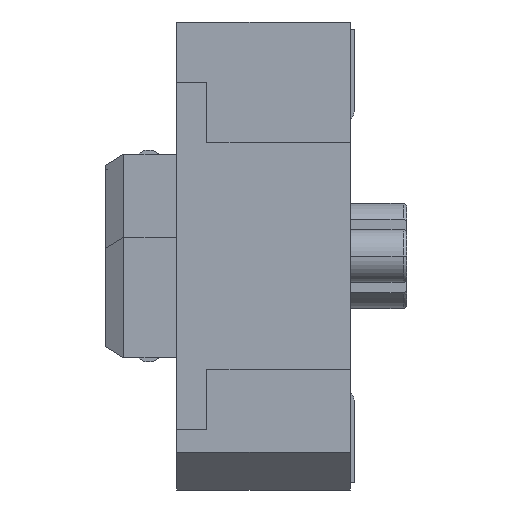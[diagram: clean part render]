
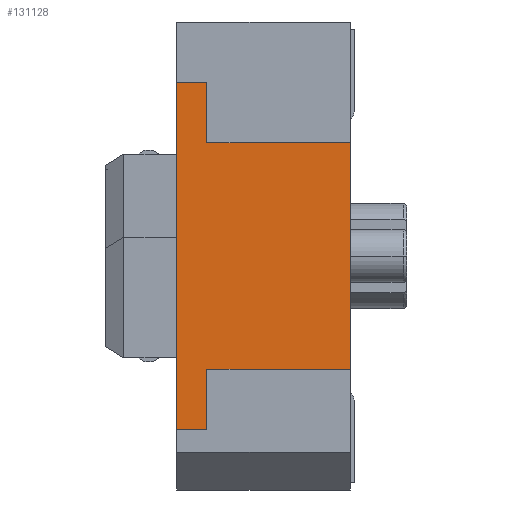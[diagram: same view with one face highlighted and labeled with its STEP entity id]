
A CAD part, left-side view. The second image highlights one B-rep face of the part: STEP entity #131128.
In plain terms, the highlighted planar face has unit normal (-1, 0, 0).
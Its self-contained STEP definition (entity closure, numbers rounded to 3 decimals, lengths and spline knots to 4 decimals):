
#47761=DIRECTION('',(0.,0.,-1.));
#47762=VECTOR('',#47761,3.2);
#47763=CARTESIAN_POINT('',(-17.275,0.,1.6));
#47764=LINE('',#47763,#47762);
#47765=DIRECTION('',(0.,1.,0.));
#47766=VECTOR('',#47765,0.8);
#47767=CARTESIAN_POINT('',(-17.275,1.5,-2.3));
#47768=LINE('',#47767,#47766);
#47769=DIRECTION('',(0.,0.,1.));
#47770=VECTOR('',#47769,4.6);
#47771=CARTESIAN_POINT('',(-17.275,2.3,-2.3));
#47772=LINE('',#47771,#47770);
#47773=DIRECTION('',(0.,0.,-1.));
#47774=VECTOR('',#47773,0.7);
#47775=CARTESIAN_POINT('',(-17.275,1.5,2.3));
#47776=LINE('',#47775,#47774);
#47781=DIRECTION('',(0.,1.,0.));
#47782=VECTOR('',#47781,1.5);
#47783=CARTESIAN_POINT('',(-17.275,0.,1.6));
#47784=LINE('',#47783,#47782);
#47829=DIRECTION('',(0.,1.,0.));
#47830=VECTOR('',#47829,0.8);
#47831=CARTESIAN_POINT('',(-17.275,1.5,2.3));
#47832=LINE('',#47831,#47830);
#47937=DIRECTION('',(0.,1.,0.));
#47938=VECTOR('',#47937,1.5);
#47939=CARTESIAN_POINT('',(-17.275,0.,-1.6));
#47940=LINE('',#47939,#47938);
#48001=DIRECTION('',(0.,0.,-1.));
#48002=VECTOR('',#48001,0.7);
#48003=CARTESIAN_POINT('',(-17.275,1.5,-1.6));
#48004=LINE('',#48003,#48002);
#56919=CARTESIAN_POINT('',(-17.275,0.,1.6));
#56920=VERTEX_POINT('',#56919);
#56921=CARTESIAN_POINT('',(-17.275,0.,-1.6));
#56922=VERTEX_POINT('',#56921);
#58708=CARTESIAN_POINT('',(-17.275,2.3,2.3));
#58709=VERTEX_POINT('',#58708);
#58710=CARTESIAN_POINT('',(-17.275,2.3,-2.3));
#58711=VERTEX_POINT('',#58710);
#58720=CARTESIAN_POINT('',(-17.275,1.5,-2.3));
#58721=VERTEX_POINT('',#58720);
#58726=CARTESIAN_POINT('',(-17.275,1.5,2.3));
#58727=CARTESIAN_POINT('',(-17.275,1.5,1.6));
#58728=VERTEX_POINT('',#58726);
#58729=VERTEX_POINT('',#58727);
#58730=CARTESIAN_POINT('',(-17.275,1.5,-1.6));
#58731=VERTEX_POINT('',#58730);
#131108=CARTESIAN_POINT('',(-17.275,1.15,0.));
#131109=DIRECTION('',(1.,0.,0.));
#131110=DIRECTION('',(0.,0.,1.));
#131111=AXIS2_PLACEMENT_3D('',#131108,#131109,#131110);
#131112=PLANE('',#131111);
#131114=ORIENTED_EDGE('',*,*,#131113,.T.);
#131116=ORIENTED_EDGE('',*,*,#131115,.F.);
#131117=ORIENTED_EDGE('',*,*,#65405,.T.);
#131119=ORIENTED_EDGE('',*,*,#131118,.T.);
#131121=ORIENTED_EDGE('',*,*,#131120,.T.);
#131122=ORIENTED_EDGE('',*,*,#131095,.T.);
#131123=ORIENTED_EDGE('',*,*,#65343,.T.);
#131125=ORIENTED_EDGE('',*,*,#131124,.F.);
#131126=EDGE_LOOP('',(#131114,#131116,#131117,#131119,#131121,#131122,#131123,
#131125));
#131127=FACE_OUTER_BOUND('',#131126,.F.);
#65343=EDGE_CURVE('',#58711,#58709,#47772,.T.);
#65405=EDGE_CURVE('',#56920,#56922,#47764,.T.);
#131095=EDGE_CURVE('',#58721,#58711,#47768,.T.);
#131113=EDGE_CURVE('',#58728,#58729,#47776,.T.);
#131115=EDGE_CURVE('',#56920,#58729,#47784,.T.);
#131118=EDGE_CURVE('',#56922,#58731,#47940,.T.);
#131120=EDGE_CURVE('',#58731,#58721,#48004,.T.);
#131124=EDGE_CURVE('',#58728,#58709,#47832,.T.);
#131128=ADVANCED_FACE('',(#131127),#131112,.F.);
